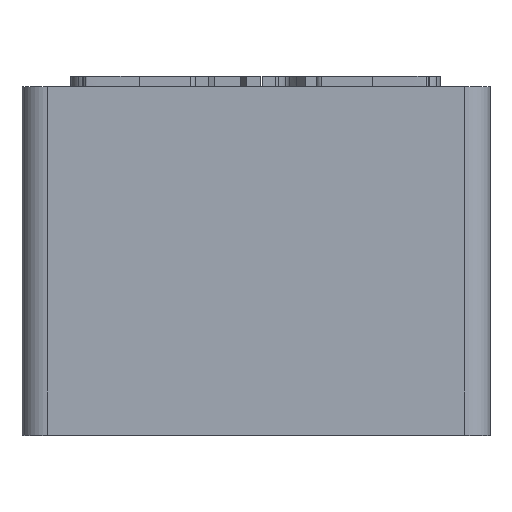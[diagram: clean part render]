
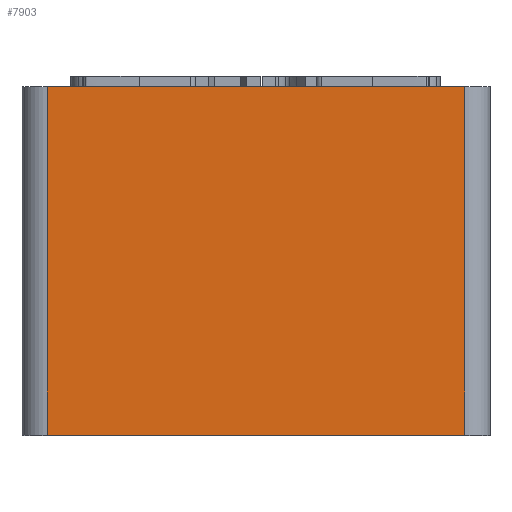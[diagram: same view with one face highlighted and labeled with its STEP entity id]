
A CAD part, top view. The second image highlights one B-rep face of the part: STEP entity #7903.
In plain terms, the highlighted planar face has unit normal (0, 0, 1).
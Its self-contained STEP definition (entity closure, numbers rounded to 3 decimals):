
#1198=FACE_OUTER_BOUND('',#1655,.T.);
#1655=EDGE_LOOP('',(#7258,#7259,#7260,#7261));
#1964=LINE('',#11052,#2643);
#2337=LINE('',#14314,#3016);
#2338=LINE('',#14318,#3017);
#2339=LINE('',#14319,#3018);
#2643=VECTOR('',#8624,10.);
#3016=VECTOR('',#9191,10.);
#3017=VECTOR('',#9196,10.);
#3018=VECTOR('',#9197,10.);
#3335=VERTEX_POINT('',#11049);
#3336=VERTEX_POINT('',#11051);
#3792=VERTEX_POINT('',#14313);
#3793=VERTEX_POINT('',#14317);
#4257=EDGE_CURVE('',#3335,#3336,#1964,.T.);
#4954=EDGE_CURVE('',#3336,#3792,#2337,.T.);
#4956=EDGE_CURVE('',#3793,#3335,#2338,.T.);
#4957=EDGE_CURVE('',#3793,#3792,#2339,.T.);
#7258=ORIENTED_EDGE('',*,*,#4956,.F.);
#7259=ORIENTED_EDGE('',*,*,#4957,.T.);
#7260=ORIENTED_EDGE('',*,*,#4954,.F.);
#7261=ORIENTED_EDGE('',*,*,#4257,.F.);
#7480=PLANE('',#8119);
#7903=ADVANCED_FACE('',(#1198),#7480,.T.);
#8119=AXIS2_PLACEMENT_3D('',#14316,#9194,#9195);
#8624=DIRECTION('',(1.,0.,0.));
#9191=DIRECTION('',(0.,-1.,0.));
#9194=DIRECTION('center_axis',(0.,0.,1.));
#9195=DIRECTION('ref_axis',(1.,0.,0.));
#9196=DIRECTION('',(0.,1.,0.));
#9197=DIRECTION('',(1.,0.,0.));
#11049=CARTESIAN_POINT('',(-87.,68.5,56.));
#11051=CARTESIAN_POINT('',(-5.,68.5,56.));
#11052=CARTESIAN_POINT('',(-66.5,68.5,56.));
#14313=CARTESIAN_POINT('',(-5.,0.,56.));
#14314=CARTESIAN_POINT('',(-5.,0.,56.));
#14316=CARTESIAN_POINT('Origin',(-92.,0.,56.));
#14317=CARTESIAN_POINT('',(-87.,0.,56.));
#14318=CARTESIAN_POINT('',(-87.,0.,56.));
#14319=CARTESIAN_POINT('',(-92.,0.,56.));
